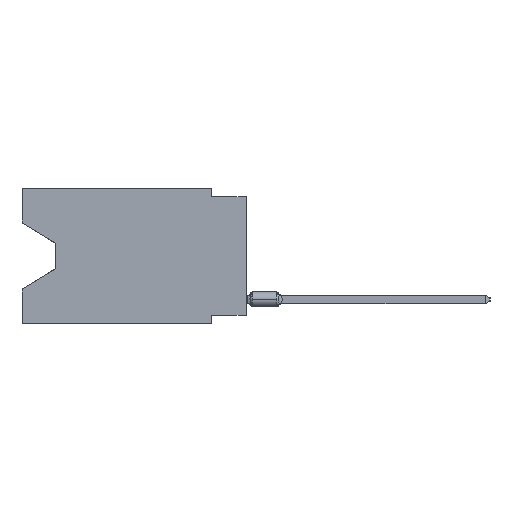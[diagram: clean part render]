
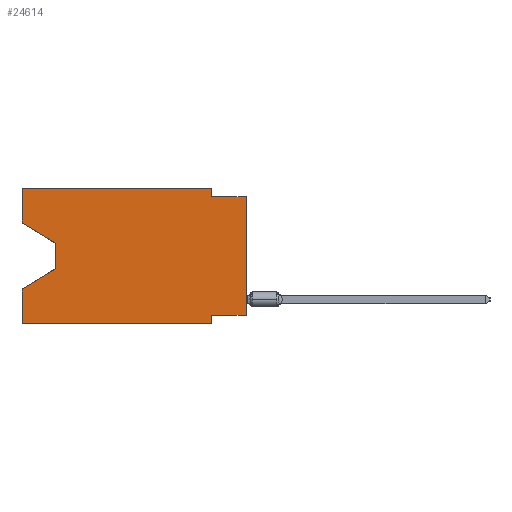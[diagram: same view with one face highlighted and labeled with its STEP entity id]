
A CAD part, left-side view. The second image highlights one B-rep face of the part: STEP entity #24614.
In plain terms, the highlighted planar face has unit normal (-1, 0, 0).
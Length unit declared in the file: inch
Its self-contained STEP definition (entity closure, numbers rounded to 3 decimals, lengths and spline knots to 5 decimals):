
#112 = ORIENTED_EDGE ( 'NONE', *, *, #41089, .T. ) ;
#937 = VECTOR ( 'NONE', #16126, 39.37008 ) ;
#3556 = DIRECTION ( 'NONE',  ( 0., -1., 0. ) ) ;
#3569 = ORIENTED_EDGE ( 'NONE', *, *, #25329, .T. ) ;
#3627 = CARTESIAN_POINT ( 'NONE',  ( 0., 0.55, -0.232 ) ) ;
#4752 = DIRECTION ( 'NONE',  ( 0., 0., 1. ) ) ;
#4927 = CARTESIAN_POINT ( 'NONE',  ( 0., 0.645, -0.28975 ) ) ;
#5069 = CARTESIAN_POINT ( 'NONE',  ( 0., 0.645, 0. ) ) ;
#5581 = LINE ( 'NONE', #35400, #15957 ) ;
#7749 = DIRECTION ( 'NONE',  ( 0., 0., -1. ) ) ;
#7772 = ORIENTED_EDGE ( 'NONE', *, *, #13902, .F. ) ;
#8471 = DIRECTION ( 'NONE',  ( 0., 0., -1. ) ) ;
#9176 = LINE ( 'NONE', #58815, #25656 ) ;
#9584 = CARTESIAN_POINT ( 'NONE',  ( 0., 0., -0.025 ) ) ;
#10512 = VECTOR ( 'NONE', #71811, 39.37008 ) ;
#11036 = VERTEX_POINT ( 'NONE', #3627 ) ;
#13704 = LINE ( 'NONE', #62155, #58350 ) ;
#13902 = EDGE_CURVE ( 'NONE', #55259, #30430, #28589, .T. ) ;
#15345 = CARTESIAN_POINT ( 'NONE',  ( 0., 0., -0.365 ) ) ;
#15957 = VECTOR ( 'NONE', #64790, 39.37008 ) ;
#16126 = DIRECTION ( 'NONE',  ( 0., -1., 0. ) ) ;
#17928 = VECTOR ( 'NONE', #8471, 39.37008 ) ;
#18158 = EDGE_CURVE ( 'NONE', #20190, #60414, #71672, .T. ) ;
#18253 = EDGE_LOOP ( 'NONE', ( #34419, #112, #28520, #46720, #65373, #31669, #23477, #3569, #25318, #59293, #7772, #52281 ) ) ;
#19259 = EDGE_CURVE ( 'NONE', #41718, #21355, #55553, .T. ) ;
#19900 = VECTOR ( 'NONE', #4752, 39.37008 ) ;
#19995 = VECTOR ( 'NONE', #52474, 39.37008 ) ;
#20190 = VERTEX_POINT ( 'NONE', #22709 ) ;
#21355 = VERTEX_POINT ( 'NONE', #75936 ) ;
#22709 = CARTESIAN_POINT ( 'NONE',  ( 0., 0.645, -0.39 ) ) ;
#23014 = CARTESIAN_POINT ( 'NONE',  ( 0., 0.645, 0. ) ) ;
#23477 = ORIENTED_EDGE ( 'NONE', *, *, #19259, .F. ) ;
#24056 = DIRECTION ( 'NONE',  ( 1., 0., 0. ) ) ;
#24614 = ADVANCED_FACE ( 'NONE', ( #24836 ), #48680, .F. ) ;
#24836 = FACE_OUTER_BOUND ( 'NONE', #18253, .T. ) ;
#25318 = ORIENTED_EDGE ( 'NONE', *, *, #42569, .F. ) ;
#25329 = EDGE_CURVE ( 'NONE', #41718, #39595, #78173, .T. ) ;
#25656 = VECTOR ( 'NONE', #76284, 39.37008 ) ;
#28520 = ORIENTED_EDGE ( 'NONE', *, *, #63205, .T. ) ;
#28589 = LINE ( 'NONE', #23014, #76540 ) ;
#30430 = VERTEX_POINT ( 'NONE', #78418 ) ;
#31669 = ORIENTED_EDGE ( 'NONE', *, *, #58499, .F. ) ;
#32016 = CARTESIAN_POINT ( 'NONE',  ( 0., 0., -0.365 ) ) ;
#33445 = LINE ( 'NONE', #34622, #42890 ) ;
#33913 = EDGE_CURVE ( 'NONE', #43902, #55715, #5581, .T. ) ;
#34419 = ORIENTED_EDGE ( 'NONE', *, *, #33913, .T. ) ;
#34622 = CARTESIAN_POINT ( 'NONE',  ( 0., 0.1, 0. ) ) ;
#35400 = CARTESIAN_POINT ( 'NONE',  ( 0., 0.645, -0.10025 ) ) ;
#36248 = VERTEX_POINT ( 'NONE', #4927 ) ;
#38785 = EDGE_CURVE ( 'NONE', #43902, #55259, #70238, .T. ) ;
#39595 = VERTEX_POINT ( 'NONE', #64782 ) ;
#40828 = AXIS2_PLACEMENT_3D ( 'NONE', #67309, #24056, #42310 ) ;
#41089 = EDGE_CURVE ( 'NONE', #55715, #11036, #46206, .T. ) ;
#41328 = CARTESIAN_POINT ( 'NONE',  ( 0., 0.645, -0.10025 ) ) ;
#41718 = VERTEX_POINT ( 'NONE', #32016 ) ;
#42310 = DIRECTION ( 'NONE',  ( 0., 0., -1. ) ) ;
#42569 = EDGE_CURVE ( 'NONE', #49792, #39595, #63988, .T. ) ;
#42890 = VECTOR ( 'NONE', #58835, 39.37008 ) ;
#43706 = EDGE_CURVE ( 'NONE', #30430, #49792, #33445, .T. ) ;
#43902 = VERTEX_POINT ( 'NONE', #41328 ) ;
#45921 = DIRECTION ( 'NONE',  ( 0., 1., 0. ) ) ;
#46206 = LINE ( 'NONE', #64073, #17928 ) ;
#46720 = ORIENTED_EDGE ( 'NONE', *, *, #70271, .F. ) ;
#47178 = DIRECTION ( 'NONE',  ( 0., 0., 1. ) ) ;
#48680 = PLANE ( 'NONE',  #40828 ) ;
#49792 = VERTEX_POINT ( 'NONE', #74083 ) ;
#50351 = CARTESIAN_POINT ( 'NONE',  ( 0., 0.1, -0.39 ) ) ;
#50432 = VECTOR ( 'NONE', #47178, 39.37008 ) ;
#52281 = ORIENTED_EDGE ( 'NONE', *, *, #38785, .F. ) ;
#52474 = DIRECTION ( 'NONE',  ( 0., -1., 0. ) ) ;
#53073 = VECTOR ( 'NONE', #45921, 39.37008 ) ;
#55259 = VERTEX_POINT ( 'NONE', #55416 ) ;
#55416 = CARTESIAN_POINT ( 'NONE',  ( 0., 0.645, 0. ) ) ;
#55553 = LINE ( 'NONE', #15345, #53073 ) ;
#55715 = VERTEX_POINT ( 'NONE', #64448 ) ;
#58350 = VECTOR ( 'NONE', #7749, 39.37008 ) ;
#58499 = EDGE_CURVE ( 'NONE', #21355, #60414, #13704, .T. ) ;
#58815 = CARTESIAN_POINT ( 'NONE',  ( 0., 0.55, -0.232 ) ) ;
#58835 = DIRECTION ( 'NONE',  ( 0., 0., -1. ) ) ;
#59293 = ORIENTED_EDGE ( 'NONE', *, *, #43706, .F. ) ;
#59905 = CARTESIAN_POINT ( 'NONE',  ( 0., 0., 0. ) ) ;
#59925 = CARTESIAN_POINT ( 'NONE',  ( 0., 0.645, 0. ) ) ;
#60414 = VERTEX_POINT ( 'NONE', #50351 ) ;
#62155 = CARTESIAN_POINT ( 'NONE',  ( 0., 0.1, -0.39 ) ) ;
#63205 = EDGE_CURVE ( 'NONE', #11036, #36248, #9176, .T. ) ;
#63988 = LINE ( 'NONE', #9584, #19995 ) ;
#64073 = CARTESIAN_POINT ( 'NONE',  ( 0., 0.55, -0.158 ) ) ;
#64448 = CARTESIAN_POINT ( 'NONE',  ( 0., 0.55, -0.158 ) ) ;
#64782 = CARTESIAN_POINT ( 'NONE',  ( 0., 0., -0.025 ) ) ;
#64790 = DIRECTION ( 'NONE',  ( 0., -0.855, -0.519 ) ) ;
#65373 = ORIENTED_EDGE ( 'NONE', *, *, #18158, .T. ) ;
#65701 = CARTESIAN_POINT ( 'NONE',  ( 0., 0.645, -0.39 ) ) ;
#67309 = CARTESIAN_POINT ( 'NONE',  ( 0., 0.645, 0. ) ) ;
#70238 = LINE ( 'NONE', #5069, #50432 ) ;
#70271 = EDGE_CURVE ( 'NONE', #20190, #36248, #71450, .T. ) ;
#71450 = LINE ( 'NONE', #59925, #19900 ) ;
#71672 = LINE ( 'NONE', #65701, #937 ) ;
#71811 = DIRECTION ( 'NONE',  ( 0., 0., 1. ) ) ;
#74083 = CARTESIAN_POINT ( 'NONE',  ( 0., 0.1, -0.025 ) ) ;
#75936 = CARTESIAN_POINT ( 'NONE',  ( 0., 0.1, -0.365 ) ) ;
#76284 = DIRECTION ( 'NONE',  ( 0., 0.855, -0.519 ) ) ;
#76540 = VECTOR ( 'NONE', #3556, 39.37008 ) ;
#78173 = LINE ( 'NONE', #59905, #10512 ) ;
#78418 = CARTESIAN_POINT ( 'NONE',  ( 0., 0.1, 0. ) ) ;
